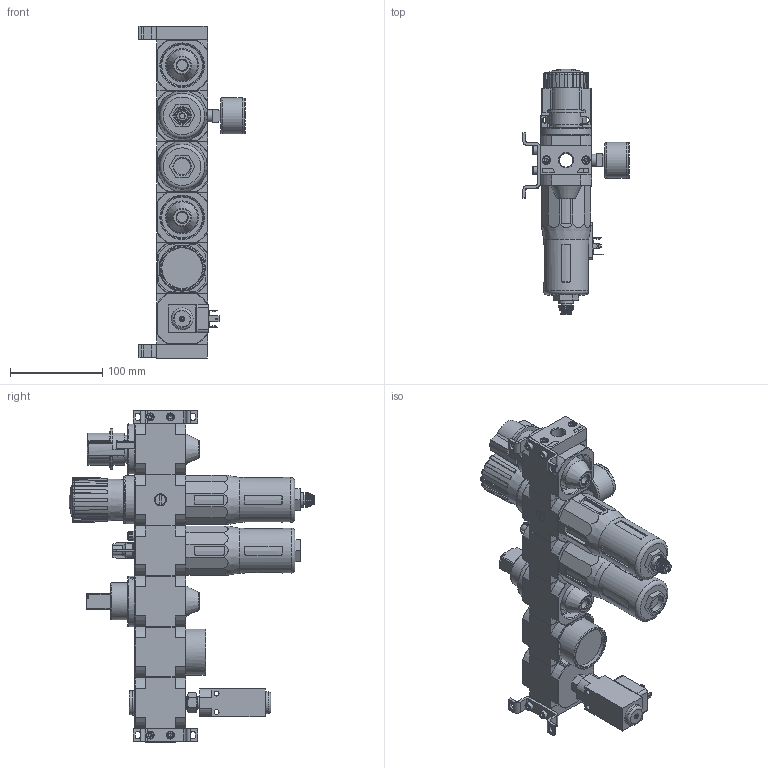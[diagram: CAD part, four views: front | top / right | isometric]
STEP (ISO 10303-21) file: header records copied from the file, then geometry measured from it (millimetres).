
FILE_DESCRIPTION(/* description */ ('STEP AP214'),/* implementation_level */ '2;1');
FILE_NAME(/* name */ '185846_FRC-3_8-D-MIDI-KF-A',/* time_stamp */ '2024-08-28T18:20:42+02:00',/* author */ ('License CC BY-ND 4.0'),/* organization */ ('CADENAS'),/* preprocessor_version */ 'ST-DEVELOPER v19.3',/* originating_system */ 'PARTsolutions',/* authorisation */ ' ');
FILE_SCHEMA (('AUTOMOTIVE_DESIGN {1 0 10303 214 3 1 1}'));
Products named in the file (21): 185846 FRC-3/8-D-MIDI-KF-A; 380297 PBL-3/8-D-MIDI-L---(1) p1; DIN-912 - M5x18(F); 159593 HFOE-D-MIDI/MAXI-P1; DIN-912 - M5x10(F); 380299 PBL-3/8-D-MIDI-R---(0) p1; 360721 HE-MIDI; 351358 FRB-D-MIDI; 120519 LFR-D-MIDI-A--(0); 8003639 PAGN-40-16-G14; 373846 LR-MIDI; 526489 MS4-LFR-V; 120536 LOE-D-MIDI; 746237 HEE-D-MDI-24; 364665 MSEB-3-24V-D; 360727 HEL-MIDI; 724702 FRM-...-D-MIDI; 151521 ESK-1/4-1/4; 175250 PEV-1/4-B-OD; DIN-908 G1/2A; 531774 OK-1/2
Assembly tree (36 placements, depth 2):
  185846 FRC-3/8-D-MIDI-KF-A
    380297 PBL-3/8-D-MIDI-L---(1) p1
    DIN-912 - M5x18(F)  x4
    159593 HFOE-D-MIDI/MAXI-P1  x2
    DIN-912 - M5x10(F)  x4
    380299 PBL-3/8-D-MIDI-R---(0) p1
    360721 HE-MIDI
    351358 FRB-D-MIDI  x10
    120519 LFR-D-MIDI-A--(0)
    8003639 PAGN-40-16-G14
    373846 LR-MIDI
    526489 MS4-LFR-V
    120536 LOE-D-MIDI
    746237 HEE-D-MDI-24
    364665 MSEB-3-24V-D
    360727 HEL-MIDI
    724702 FRM-...-D-MIDI
    151521 ESK-1/4-1/4
    175250 PEV-1/4-B-OD
    DIN-908 G1/2A
    531774 OK-1/2
Bounding box: 115.35 x 266.72 x 360 mm (x, y, z)
Volume: 1740051.4 mm3; surface area: 332039.9 mm2
Topology: 36 solids, 37 shells, 2288 faces, 5633 edges, 3579 vertices
Faces by surface type: plane 1275, cylinder 514, cone 344, torus 133, sphere 22
Full cylindrical faces by diameter (mm): 1.65 x4, 2.013 x1, 2.459 x1, 2.5 x1, 3.2 x1, 3.6 x1, 3.7 x10, 3.8 x3, 4 x2, 4.134 x18, 5 x20, 5.3 x6, 5.4 x1, 5.5 x2, 5.6 x3, 6 x8, 6.3 x1, 6.93 x1, 7 x11, 8 x8, 8.2 x4, 8.4 x4, 8.5 x8, 8.7 x1, 9 x1, 9.6 x1, 10 x1, 11 x2, 11.2 x1, 11.4 x1
Entity records: 70418 total; most frequent: CARTESIAN_POINT 12088, DIRECTION 9629, ORIENTED_EDGE 9212, EDGE_CURVE 4606, AXIS2_PLACEMENT_3D 3643, VERTEX_POINT 3164, FACE_BOUND 2580, EDGE_LOOP 2570
